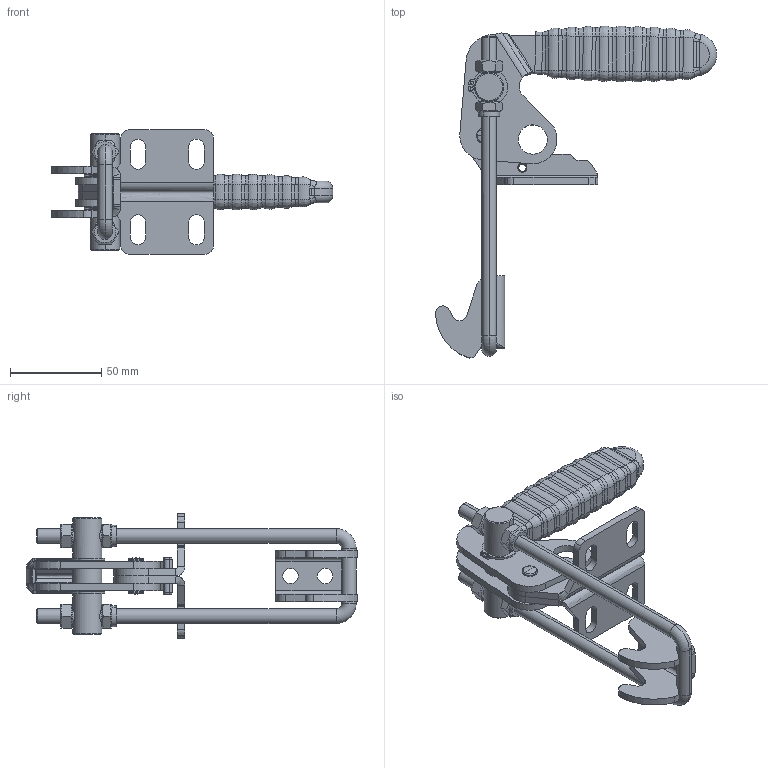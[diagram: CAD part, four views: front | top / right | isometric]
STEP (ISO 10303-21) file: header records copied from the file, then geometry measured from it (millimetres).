
FILE_DESCRIPTION((''),'2;1');
FILE_NAME('HC27V.stp','2009-10-27T15:19:10',('David'),(''),'Autodesk Inventor 8','Autodesk Inventor 8','');
FILE_SCHEMA(('AUTOMOTIVE_DESIGN { 1 0 10303 214 1 1 1 1 }'));
Length unit declared in the file: millimetre
Products named in the file (6): HC27V; HC27 SIDEPLATE ASSEMBLY; HC27 HANDLE ASSEMBLY; HC27 SPINDLE ASSEMBLY; HC27_HOOK; HC27_LATCH_PLATE
Assembly tree (5 placements, depth 2):
  HC27V
    HC27 SIDEPLATE ASSEMBLY
    HC27 HANDLE ASSEMBLY
    HC27 SPINDLE ASSEMBLY
    HC27_HOOK
    HC27_LATCH_PLATE
Bounding box: 154.13 x 181.91 x 68.44 mm (x, y, z)
Volume: 126131.4 mm3; surface area: 57918.7 mm2
Topology: 9 solids, 10 shells, 631 faces, 1585 edges, 965 vertices
Faces by surface type: cylinder 240, bspline 227, plane 102, cone 46, torus 14, sphere 2
Entity records: 25376 total; most frequent: CARTESIAN_POINT 10529, ORIENTED_EDGE 3178, DIRECTION 3111, EDGE_CURVE 1589, AXIS2_PLACEMENT_3D 1239, VERTEX_POINT 965, CIRCLE 824, EDGE_LOOP 680
